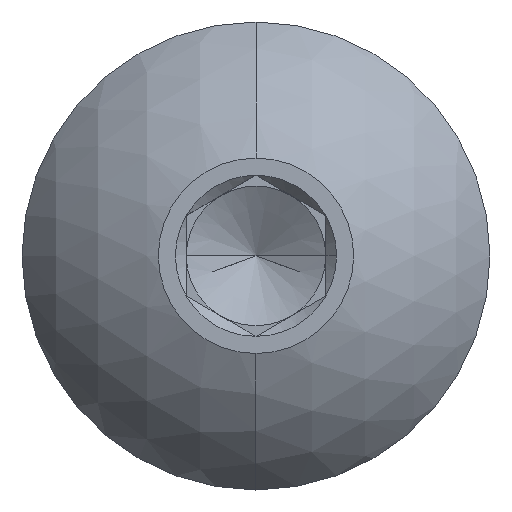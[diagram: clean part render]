
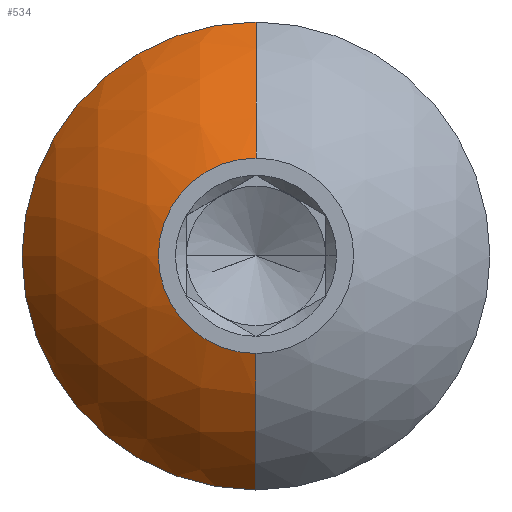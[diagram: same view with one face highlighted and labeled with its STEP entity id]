
A CAD part, top view. The second image highlights one B-rep face of the part: STEP entity #534.
In plain terms, the highlighted spherical face has radius 3.88 mm.
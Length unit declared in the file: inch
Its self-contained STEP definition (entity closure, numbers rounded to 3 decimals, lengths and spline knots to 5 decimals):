
#235 = CARTESIAN_POINT ( 'NONE',  ( 0., 0., 0.01888 ) ) ;
#396 = FACE_OUTER_BOUND ( 'NONE', #2957, .T. ) ;
#477 = AXIS2_PLACEMENT_3D ( 'NONE', #1798, #2748, #2986 ) ;
#481 = CARTESIAN_POINT ( 'NONE',  ( -0.131, 0., 0.09743 ) ) ;
#509 = CARTESIAN_POINT ( 'NONE',  ( 0., 0.131, 0.09743 ) ) ;
#534 = ADVANCED_FACE ( 'NONE', ( #396 ), #2492, .T. ) ;
#573 = DIRECTION ( 'NONE',  ( 0., 0., 1. ) ) ;
#587 = CIRCLE ( 'NONE', #1808, 0.05469 ) ;
#737 = AXIS2_PLACEMENT_3D ( 'NONE', #2761, #1576, #1551 ) ;
#955 = VERTEX_POINT ( 'NONE', #481 ) ;
#973 = CIRCLE ( 'NONE', #737, 0.15274 ) ;
#1066 = AXIS2_PLACEMENT_3D ( 'NONE', #2640, #1676, #1400 ) ;
#1098 = VERTEX_POINT ( 'NONE', #509 ) ;
#1137 = CIRCLE ( 'NONE', #1066, 0.131 ) ;
#1160 = ORIENTED_EDGE ( 'NONE', *, *, #2654, .F. ) ;
#1296 = EDGE_CURVE ( 'NONE', #955, #1652, #1137, .T. ) ;
#1315 = EDGE_CURVE ( 'NONE', #1098, #2820, #2418, .T. ) ;
#1356 = CARTESIAN_POINT ( 'NONE',  ( 0., 0., 0.01888 ) ) ;
#1400 = DIRECTION ( 'NONE',  ( 1., 0., 0. ) ) ;
#1458 = VERTEX_POINT ( 'NONE', #2624 ) ;
#1464 = ORIENTED_EDGE ( 'NONE', *, *, #1296, .T. ) ;
#1493 = ORIENTED_EDGE ( 'NONE', *, *, #2267, .T. ) ;
#1498 = CARTESIAN_POINT ( 'NONE',  ( 0., -0.131, 0.09743 ) ) ;
#1551 = DIRECTION ( 'NONE',  ( 0., -1., 0. ) ) ;
#1576 = DIRECTION ( 'NONE',  ( -1., 0., 0. ) ) ;
#1652 = VERTEX_POINT ( 'NONE', #1498 ) ;
#1672 = DIRECTION ( 'NONE',  ( 1., 0., 0. ) ) ;
#1676 = DIRECTION ( 'NONE',  ( 0., 0., 1. ) ) ;
#1761 = ORIENTED_EDGE ( 'NONE', *, *, #1843, .T. ) ;
#1798 = CARTESIAN_POINT ( 'NONE',  ( 0., 0., 0.09743 ) ) ;
#1808 = AXIS2_PLACEMENT_3D ( 'NONE', #2764, #573, #2249 ) ;
#1843 = EDGE_CURVE ( 'NONE', #1652, #1458, #973, .T. ) ;
#1975 = CIRCLE ( 'NONE', #477, 0.131 ) ;
#2080 = DIRECTION ( 'NONE',  ( 0., 1., 0. ) ) ;
#2126 = DIRECTION ( 'NONE',  ( 0., 0., -1. ) ) ;
#2249 = DIRECTION ( 'NONE',  ( 1., 0., 0. ) ) ;
#2267 = EDGE_CURVE ( 'NONE', #1098, #955, #1975, .T. ) ;
#2336 = CARTESIAN_POINT ( 'NONE',  ( 0., 0.05469, 0.1615 ) ) ;
#2418 = CIRCLE ( 'NONE', #2684, 0.15274 ) ;
#2492 = SPHERICAL_SURFACE ( 'NONE', #3015, 0.15274 ) ;
#2624 = CARTESIAN_POINT ( 'NONE',  ( 0., -0.05469, 0.1615 ) ) ;
#2640 = CARTESIAN_POINT ( 'NONE',  ( 0., 0., 0.09743 ) ) ;
#2654 = EDGE_CURVE ( 'NONE', #2820, #1458, #587, .T. ) ;
#2684 = AXIS2_PLACEMENT_3D ( 'NONE', #235, #1672, #2126 ) ;
#2748 = DIRECTION ( 'NONE',  ( 0., 0., 1. ) ) ;
#2761 = CARTESIAN_POINT ( 'NONE',  ( 0., 0., 0.01888 ) ) ;
#2764 = CARTESIAN_POINT ( 'NONE',  ( 0., 0., 0.1615 ) ) ;
#2792 = DIRECTION ( 'NONE',  ( -1., 0., 0. ) ) ;
#2820 = VERTEX_POINT ( 'NONE', #2336 ) ;
#2893 = ORIENTED_EDGE ( 'NONE', *, *, #1315, .F. ) ;
#2957 = EDGE_LOOP ( 'NONE', ( #1464, #1761, #1160, #2893, #1493 ) ) ;
#2986 = DIRECTION ( 'NONE',  ( 1., 0., 0. ) ) ;
#3015 = AXIS2_PLACEMENT_3D ( 'NONE', #1356, #2792, #2080 ) ;
